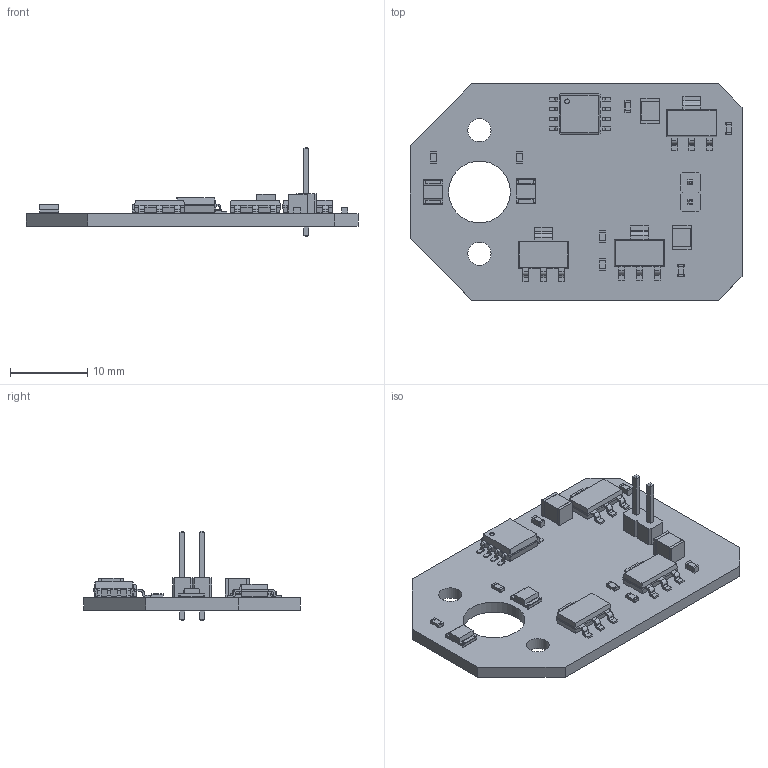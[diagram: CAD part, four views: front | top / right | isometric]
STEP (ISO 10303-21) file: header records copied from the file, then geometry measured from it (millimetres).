
FILE_DESCRIPTION(('KiCad electronic assembly'),'2;1');
FILE_NAME('Osprey_MFS.step','2019-02-01T21:33:04',('An Author'),( 'A Company'),'Open CASCADE STEP processor 6.9', 'KiCad to STEP converter','Unknown');
FILE_SCHEMA(('AUTOMOTIVE_DESIGN { 1 0 10303 214 1 1 1 1 }'));
Length unit declared in the file: millimetre
Products named in the file (16): Open CASCADE STEP translator 6.9 1; LED_1210_3225Metric; SOLID; C_0603_1608Metric; C_1210_3225Metric; PinHeader_1x02_P2.54mm_Vertical; SOT-223; R_0603_1608Metric; SOIJ-8_5.3x5.3mm_P1.27mm; COMPOUND
Assembly tree (24 placements, depth 3):
  Open CASCADE STEP translator 6.9 1
    LED_1210_3225Metric  x2
      SOLID
    C_0603_1608Metric  x3
      SOLID
    C_1210_3225Metric  x2
      SOLID
    PinHeader_1x02_P2.54mm_Vertical
      SOLID
    SOT-223  x3
      SOLID
    R_0603_1608Metric  x4
      SOLID
    SOIJ-8_5.3x5.3mm_P1.27mm
      SOLID
    COMPOUND
Bounding box: 43 x 28 x 11.54 mm (x, y, z)
Volume: 1962.9 mm3; surface area: 3113.1 mm2
Topology: 17 solids, 17 shells, 801 faces, 2062 edges, 1312 vertices
Faces by surface type: plane 527, cylinder 194, bspline 80
Full cylindrical faces by diameter (mm): 0.6 x1, 1 x2, 3 x2, 8 x1
Entity records: 30854 total; most frequent: CARTESIAN_POINT 5455, DIRECTION 4093, LINE 2807, VECTOR 2807, ORIENTED_EDGE 2218, PCURVE 2218, DEFINITIONAL_REPRESENTATION 2218, EDGE_CURVE 1109
